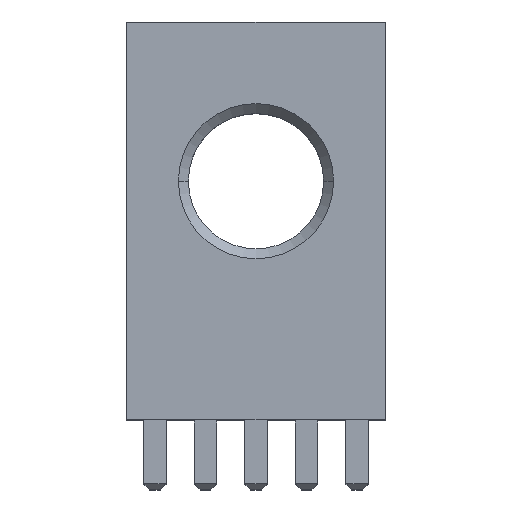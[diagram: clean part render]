
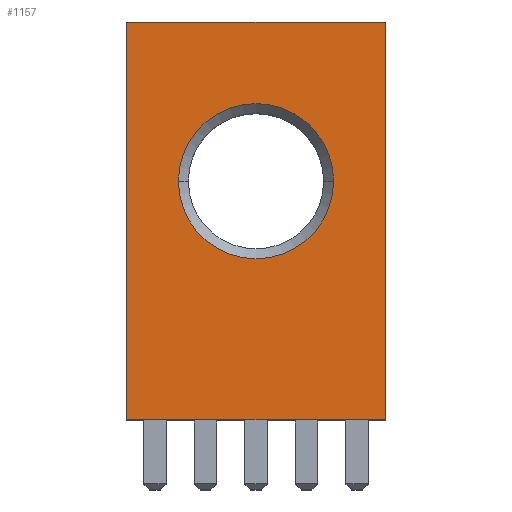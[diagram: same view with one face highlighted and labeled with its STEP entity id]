
A CAD part, top view. The second image highlights one B-rep face of the part: STEP entity #1157.
In plain terms, the highlighted planar face has unit normal (0, 0, 1).
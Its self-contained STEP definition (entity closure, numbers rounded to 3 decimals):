
#119 = VERTEX_POINT ( 'NONE', #2518 ) ;
#156 = CARTESIAN_POINT ( 'NONE',  ( -6.5, 20., 6.5 ) ) ;
#350 = DIRECTION ( 'NONE',  ( -1., 0., 0. ) ) ;
#466 = FACE_BOUND ( 'NONE', #889, .T. ) ;
#580 = VERTEX_POINT ( 'NONE', #4784 ) ;
#696 = CARTESIAN_POINT ( 'NONE',  ( -6.5, 20., 6.5 ) ) ;
#777 = DIRECTION ( 'NONE',  ( 1., 0., 0. ) ) ;
#889 = EDGE_LOOP ( 'NONE', ( #5754, #6600 ) ) ;
#946 = PLANE ( 'NONE',  #5538 ) ;
#973 = VERTEX_POINT ( 'NONE', #696 ) ;
#1140 = CARTESIAN_POINT ( 'NONE',  ( 0., 12., 6.5 ) ) ;
#1157 = ADVANCED_FACE ( 'NONE', ( #466, #2992 ), #946, .F. ) ;
#1328 = VECTOR ( 'NONE', #5130, 1000. ) ;
#1552 = VECTOR ( 'NONE', #777, 1000. ) ;
#1761 = AXIS2_PLACEMENT_3D ( 'NONE', #3981, #4560, #4063 ) ;
#1953 = CARTESIAN_POINT ( 'NONE',  ( 3.9, 12., 6.5 ) ) ;
#1990 = CIRCLE ( 'NONE', #3898, 3.9 ) ;
#2055 = DIRECTION ( 'NONE',  ( 0., 0., -1. ) ) ;
#2089 = ORIENTED_EDGE ( 'NONE', *, *, #5897, .F. ) ;
#2353 = EDGE_CURVE ( 'NONE', #580, #119, #7129, .T. ) ;
#2373 = EDGE_CURVE ( 'NONE', #973, #2498, #6091, .T. ) ;
#2498 = VERTEX_POINT ( 'NONE', #4657 ) ;
#2518 = CARTESIAN_POINT ( 'NONE',  ( 6.5, 0., 6.5 ) ) ;
#2756 = CARTESIAN_POINT ( 'NONE',  ( -6.5, 3., 6.5 ) ) ;
#2992 = FACE_OUTER_BOUND ( 'NONE', #6947, .T. ) ;
#3349 = DIRECTION ( 'NONE',  ( -1., 0., 0. ) ) ;
#3536 = VECTOR ( 'NONE', #5596, 1000. ) ;
#3653 = CIRCLE ( 'NONE', #1761, 3.9 ) ;
#3796 = ORIENTED_EDGE ( 'NONE', *, *, #7217, .T. ) ;
#3898 = AXIS2_PLACEMENT_3D ( 'NONE', #1140, #6286, #3349 ) ;
#3981 = CARTESIAN_POINT ( 'NONE',  ( 0., 12., 6.5 ) ) ;
#4063 = DIRECTION ( 'NONE',  ( -1., 0., 0. ) ) ;
#4326 = ORIENTED_EDGE ( 'NONE', *, *, #2353, .F. ) ;
#4560 = DIRECTION ( 'NONE',  ( 0., 0., -1. ) ) ;
#4657 = CARTESIAN_POINT ( 'NONE',  ( -6.5, 0., 6.5 ) ) ;
#4765 = DIRECTION ( 'NONE',  ( 1., 0., 0. ) ) ;
#4784 = CARTESIAN_POINT ( 'NONE',  ( 6.5, 20., 6.5 ) ) ;
#5064 = VERTEX_POINT ( 'NONE', #1953 ) ;
#5130 = DIRECTION ( 'NONE',  ( 0., -1., 0. ) ) ;
#5494 = VERTEX_POINT ( 'NONE', #6361 ) ;
#5515 = LINE ( 'NONE', #6393, #5698 ) ;
#5538 = AXIS2_PLACEMENT_3D ( 'NONE', #6603, #2055, #350 ) ;
#5596 = DIRECTION ( 'NONE',  ( 0., -1., 0. ) ) ;
#5698 = VECTOR ( 'NONE', #4765, 1000. ) ;
#5754 = ORIENTED_EDGE ( 'NONE', *, *, #6458, .T. ) ;
#5763 = EDGE_CURVE ( 'NONE', #5494, #5064, #1990, .T. ) ;
#5897 = EDGE_CURVE ( 'NONE', #973, #580, #7025, .T. ) ;
#6091 = LINE ( 'NONE', #2756, #1328 ) ;
#6192 = CARTESIAN_POINT ( 'NONE',  ( 6.5, 3., 6.5 ) ) ;
#6286 = DIRECTION ( 'NONE',  ( 0., 0., -1. ) ) ;
#6294 = ORIENTED_EDGE ( 'NONE', *, *, #2373, .T. ) ;
#6361 = CARTESIAN_POINT ( 'NONE',  ( -3.9, 12., 6.5 ) ) ;
#6393 = CARTESIAN_POINT ( 'NONE',  ( -6.5, 0., 6.5 ) ) ;
#6458 = EDGE_CURVE ( 'NONE', #5064, #5494, #3653, .T. ) ;
#6600 = ORIENTED_EDGE ( 'NONE', *, *, #5763, .T. ) ;
#6603 = CARTESIAN_POINT ( 'NONE',  ( -6.5, 3., 6.5 ) ) ;
#6947 = EDGE_LOOP ( 'NONE', ( #3796, #4326, #2089, #6294 ) ) ;
#7025 = LINE ( 'NONE', #156, #1552 ) ;
#7129 = LINE ( 'NONE', #6192, #3536 ) ;
#7217 = EDGE_CURVE ( 'NONE', #2498, #119, #5515, .T. ) ;
